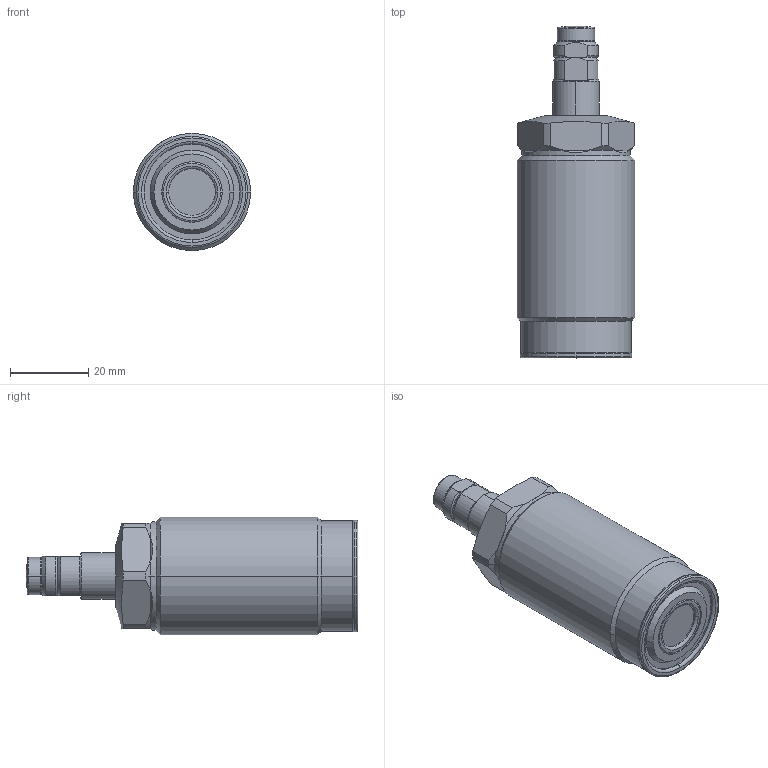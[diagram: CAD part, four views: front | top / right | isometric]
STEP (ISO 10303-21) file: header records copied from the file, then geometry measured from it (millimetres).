
FILE_DESCRIPTION(/* description */ (''),/* implementation_level */ '2;1');
FILE_NAME(/* name */ 'TSS30-M.stp',/* time_stamp */ '2025-01-10T15:53:30+08:00',/* author */ (''),/* organization */ (''),/* preprocessor_version */ 'ST-DEVELOPER v16.7',/* originating_system */ 'SIEMENS PLM Software NX 12.0',/* authorisation */ '');
FILE_SCHEMA (('AUTOMOTIVE_DESIGN { 1 0 10303 214 3 1 1 1 }'));
Length unit declared in the file: millimetre
Products named in the file (10): XLD-M8SP_pad156; XLD-M8SP_pin157; XLD-M8SP_contactbolt158; XLD-M8_Oring159; TSS30-M04; TSS30-M03; TSS30-M01; XLDM8_-M163; TSS30-M02; TSS30-M_stp
Assembly tree (10 placements, depth 3):
  TSS30-M_stp
    TSS30-M01
    TSS30-M02
      XLD-M8_Oring159
    TSS30-M03
    TSS30-M04
    XLDM8_-M163
      XLD-M8SP_contactbolt158
      XLD-M8_Oring159
      XLD-M8SP_pin157
      XLD-M8SP_pad156
Bounding box: 30 x 85 x 30 mm (x, y, z)
Volume: 41591.3 mm3; surface area: 10472.8 mm2
Topology: 8 solids, 8 shells, 200 faces, 456 edges, 279 vertices
Faces by surface type: cylinder 62, torus 47, plane 45, cone 40, sphere 6
Entity records: 5910 total; most frequent: CARTESIAN_POINT 1366, DIRECTION 998, ORIENTED_EDGE 856, AXIS2_PLACEMENT_3D 433, EDGE_CURVE 428, VERTEX_POINT 263, CIRCLE 236, EDGE_LOOP 205
